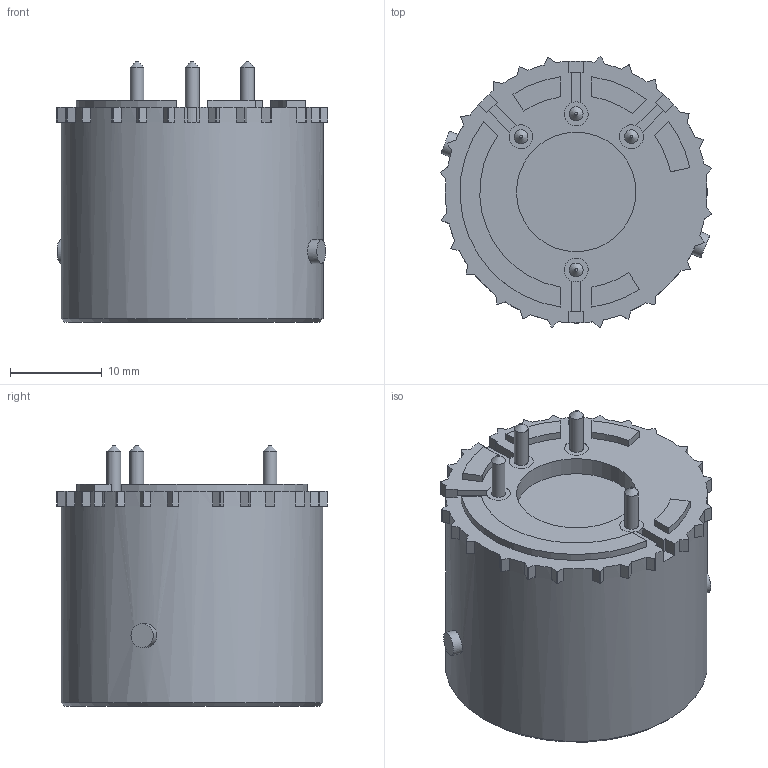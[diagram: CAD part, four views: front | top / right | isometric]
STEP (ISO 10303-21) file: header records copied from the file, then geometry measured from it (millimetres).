
FILE_DESCRIPTION(/* description */ (''),/* implementation_level */ '2;1');
FILE_NAME(/* name */ 'Membrapor Vantage Housing Step File.stp',/* time_stamp */ '2024-12-06T15:14:24+01:00',/* author */ ('station1'),/* organization */ (''),/* preprocessor_version */ 'ST-DEVELOPER v18.1',/* originating_system */ 'Autodesk Inventor 2021',/* authorisation */ '');
FILE_SCHEMA (('AUTOMOTIVE_DESIGN { 1 0 10303 214 3 1 1 }'));
Length unit declared in the file: millimetre
Products named in the file (1): Membrapor Vantage Housing Step File
Bounding box: 29.6 x 29.49 x 28.39 mm (x, y, z)
Volume: 14753.9 mm3; surface area: 3743.5 mm2
Topology: 1 solids, 1 shells, 193 faces, 533 edges, 358 vertices
Faces by surface type: plane 137, cylinder 50, cone 5, bspline 1
Full cylindrical faces by diameter (mm): 1.5 x4, 2.6 x1, 13 x1, 15 x1, 28.5 x1
Entity records: 6338 total; most frequent: CARTESIAN_POINT 1168, DIRECTION 1087, ORIENTED_EDGE 1060, EDGE_CURVE 530, AXIS2_PLACEMENT_3D 369, VERTEX_POINT 352, LINE 349, VECTOR 349
